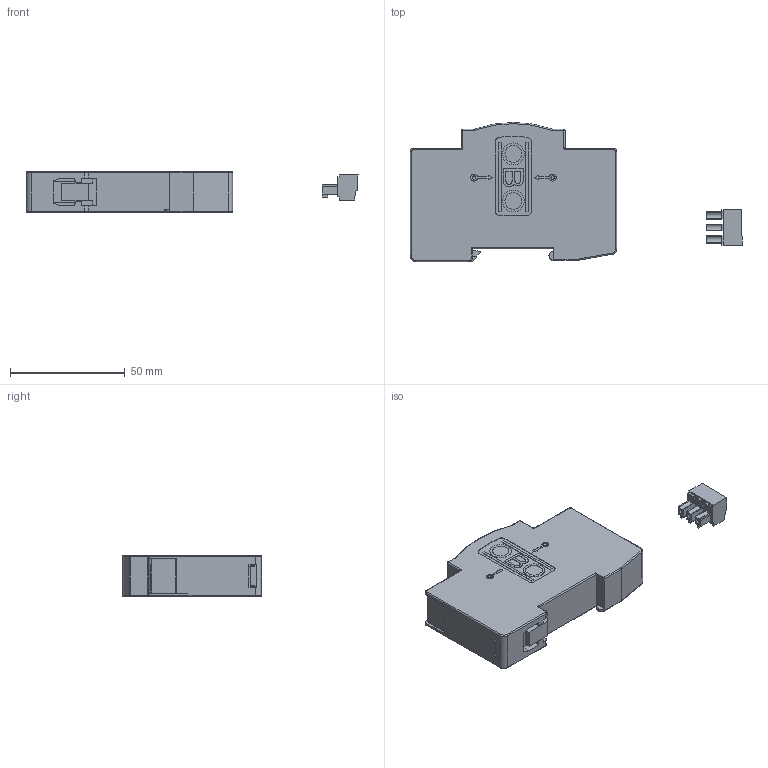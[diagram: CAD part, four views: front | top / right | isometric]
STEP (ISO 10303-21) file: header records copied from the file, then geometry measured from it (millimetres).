
FILE_DESCRIPTION(('CoCreate Modeling STEP Export'),'2;1');
FILE_NAME('5097820.stp','2017-06-09T14:53:46',(''),(''),'CoCreate Modeling STEP processor for AP214 (Solid Model)','CoCreate Modeling 16.00B 02-Dec-2008 (C) Parametric Technology GmbH','');
FILE_SCHEMA(('AUTOMOTIVE_DESIGN { 1 0 10303 214 1 1 1 1 }'));
Length unit declared in the file: millimetre
Products named in the file (12): Gehaeuse-VFFS.1; Gehaeusedeckel.1; Klemmleiste-1-PE-2.1; Klemmleiste-3-PE-4.1; Rasthaken.2; Steckerteil.1
Assembly tree (6 placements, depth 2):
  Gehaeuse-VFFS.1
    Gehaeuse-VFFS.1
  Gehaeusedeckel.1
    Gehaeusedeckel.1
  Klemmleiste-1-PE-2.1
    Klemmleiste-1-PE-2.1
  Klemmleiste-3-PE-4.1
    Klemmleiste-3-PE-4.1
  Rasthaken.2
    Rasthaken.2
Bounding box: 144.38 x 60.5 x 17.8 mm (x, y, z)
Volume: 28628.5 mm3; surface area: 34730.7 mm2
Topology: 6 solids, 6 shells, 963 faces, 2650 edges, 1744 vertices
Faces by surface type: plane 736, cylinder 195, torus 21, cone 7, sphere 4
Entity records: 30299 total; most frequent: CARTESIAN_POINT 5594, ORIENTED_EDGE 5292, DIRECTION 4649, EDGE_CURVE 2646, VECTOR 2175, LINE 2175, VERTEX_POINT 1744, AXIS2_PLACEMENT_3D 1237
